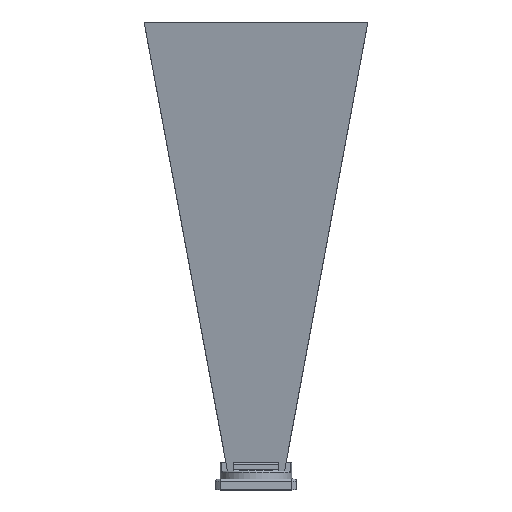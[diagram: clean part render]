
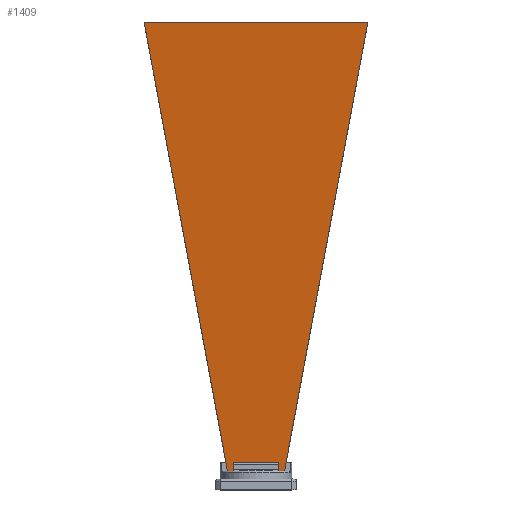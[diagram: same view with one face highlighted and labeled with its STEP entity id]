
A CAD part, top view. The second image highlights one B-rep face of the part: STEP entity #1409.
In plain terms, the highlighted planar face has unit normal (0, -0.15, 0.989).
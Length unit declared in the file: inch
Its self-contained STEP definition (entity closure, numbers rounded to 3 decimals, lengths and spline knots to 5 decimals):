
#32 = VECTOR ( 'NONE', #782, 39.37008 ) ;
#57 = LINE ( 'NONE', #2577, #117 ) ;
#117 = VECTOR ( 'NONE', #494, 39.37008 ) ;
#151 = CARTESIAN_POINT ( 'NONE',  ( -0.5267, 0.435, 0.31121 ) ) ;
#212 = ORIENTED_EDGE ( 'NONE', *, *, #1345, .T. ) ;
#269 = DIRECTION ( 'NONE',  ( 0., 0.15, -0.989 ) ) ;
#289 = VERTEX_POINT ( 'NONE', #532 ) ;
#339 = VECTOR ( 'NONE', #1815, 39.37008 ) ;
#368 = VERTEX_POINT ( 'NONE', #2438 ) ;
#410 = VECTOR ( 'NONE', #1212, 39.37008 ) ;
#494 = DIRECTION ( 'NONE',  ( 0., -0.989, -0.15 ) ) ;
#532 = CARTESIAN_POINT ( 'NONE',  ( 0.65621, 0.435, 0.31121 ) ) ;
#550 = DIRECTION ( 'NONE',  ( 1., 0., 0. ) ) ;
#556 = CARTESIAN_POINT ( 'NONE',  ( 0.5267, 0.435, 0.31121 ) ) ;
#574 = ORIENTED_EDGE ( 'NONE', *, *, #858, .T. ) ;
#673 = CARTESIAN_POINT ( 'NONE',  ( 0.5267, 0.625, 0.34007 ) ) ;
#677 = LINE ( 'NONE', #1454, #1725 ) ;
#714 = VERTEX_POINT ( 'NONE', #673 ) ;
#724 = CARTESIAN_POINT ( 'NONE',  ( -0.5267, 0.37101, 0.30149 ) ) ;
#782 = DIRECTION ( 'NONE',  ( -0.181, -0.972, -0.148 ) ) ;
#833 = VERTEX_POINT ( 'NONE', #1959 ) ;
#847 = VERTEX_POINT ( 'NONE', #1381 ) ;
#858 = EDGE_CURVE ( 'NONE', #847, #2564, #1618, .T. ) ;
#862 = VERTEX_POINT ( 'NONE', #556 ) ;
#886 = ORIENTED_EDGE ( 'NONE', *, *, #1922, .T. ) ;
#921 = EDGE_CURVE ( 'NONE', #2564, #2448, #677, .T. ) ;
#946 = DIRECTION ( 'NONE',  ( 0., 0.989, 0.15 ) ) ;
#1002 = CARTESIAN_POINT ( 'NONE',  ( 1.03264, 2.46025, 0.61886 ) ) ;
#1036 = ORIENTED_EDGE ( 'NONE', *, *, #1321, .T. ) ;
#1049 = LINE ( 'NONE', #2650, #339 ) ;
#1065 = EDGE_CURVE ( 'NONE', #714, #368, #1238, .T. ) ;
#1134 = ORIENTED_EDGE ( 'NONE', *, *, #2224, .F. ) ;
#1179 = LINE ( 'NONE', #1480, #1907 ) ;
#1184 = CARTESIAN_POINT ( 'NONE',  ( 12.18034, 10.7703, 1.88124 ) ) ;
#1212 = DIRECTION ( 'NONE',  ( 0.181, -0.972, -0.148 ) ) ;
#1238 = LINE ( 'NONE', #1677, #1918 ) ;
#1321 = EDGE_CURVE ( 'NONE', #2448, #1338, #1049, .T. ) ;
#1338 = VERTEX_POINT ( 'NONE', #151 ) ;
#1345 = EDGE_CURVE ( 'NONE', #862, #2372, #1944, .T. ) ;
#1381 = CARTESIAN_POINT ( 'NONE',  ( -2.5772, 10.7703, 1.88124 ) ) ;
#1409 = ADVANCED_FACE ( 'NONE', ( #1837 ), #2565, .F. ) ;
#1454 = CARTESIAN_POINT ( 'NONE',  ( -0.44373, 0.435, 0.31121 ) ) ;
#1471 = DIRECTION ( 'NONE',  ( 1., 0., 0. ) ) ;
#1479 = EDGE_CURVE ( 'NONE', #714, #862, #57, .T. ) ;
#1480 = CARTESIAN_POINT ( 'NONE',  ( 0.44373, 0.435, 0.31121 ) ) ;
#1535 = CARTESIAN_POINT ( 'NONE',  ( 12.18034, 0.435, 0.31121 ) ) ;
#1538 = ORIENTED_EDGE ( 'NONE', *, *, #1065, .F. ) ;
#1557 = EDGE_CURVE ( 'NONE', #1338, #368, #1834, .T. ) ;
#1558 = AXIS2_PLACEMENT_3D ( 'NONE', #1535, #269, #2534 ) ;
#1572 = LINE ( 'NONE', #1184, #2528 ) ;
#1590 = ORIENTED_EDGE ( 'NONE', *, *, #1557, .T. ) ;
#1618 = LINE ( 'NONE', #2424, #410 ) ;
#1631 = CARTESIAN_POINT ( 'NONE',  ( 0.73699, 0.435, 0.31121 ) ) ;
#1671 = DIRECTION ( 'NONE',  ( -1., 0., 0. ) ) ;
#1677 = CARTESIAN_POINT ( 'NONE',  ( 1.3861, 0.625, 0.34007 ) ) ;
#1692 = VECTOR ( 'NONE', #946, 39.37008 ) ;
#1725 = VECTOR ( 'NONE', #1671, 39.37008 ) ;
#1767 = ORIENTED_EDGE ( 'NONE', *, *, #1479, .T. ) ;
#1815 = DIRECTION ( 'NONE',  ( 1., 0., 0. ) ) ;
#1834 = LINE ( 'NONE', #724, #1692 ) ;
#1837 = FACE_OUTER_BOUND ( 'NONE', #2509, .T. ) ;
#1907 = VECTOR ( 'NONE', #1471, 39.37008 ) ;
#1918 = VECTOR ( 'NONE', #2485, 39.37008 ) ;
#1922 = EDGE_CURVE ( 'NONE', #833, #847, #1572, .T. ) ;
#1944 = LINE ( 'NONE', #2434, #2603 ) ;
#1959 = CARTESIAN_POINT ( 'NONE',  ( 2.5772, 10.7703, 1.88124 ) ) ;
#1999 = EDGE_CURVE ( 'NONE', #833, #289, #2039, .T. ) ;
#2029 = CARTESIAN_POINT ( 'NONE',  ( -0.73699, 0.435, 0.31121 ) ) ;
#2039 = LINE ( 'NONE', #1002, #32 ) ;
#2084 = ORIENTED_EDGE ( 'NONE', *, *, #921, .T. ) ;
#2224 = EDGE_CURVE ( 'NONE', #289, #2372, #1179, .T. ) ;
#2352 = CARTESIAN_POINT ( 'NONE',  ( -0.65621, 0.435, 0.31121 ) ) ;
#2372 = VERTEX_POINT ( 'NONE', #1631 ) ;
#2424 = CARTESIAN_POINT ( 'NONE',  ( -1.03264, 2.46025, 0.61886 ) ) ;
#2434 = CARTESIAN_POINT ( 'NONE',  ( 0.5267, 0.435, 0.31121 ) ) ;
#2438 = CARTESIAN_POINT ( 'NONE',  ( -0.5267, 0.625, 0.34007 ) ) ;
#2448 = VERTEX_POINT ( 'NONE', #2029 ) ;
#2485 = DIRECTION ( 'NONE',  ( -1., 0., 0. ) ) ;
#2509 = EDGE_LOOP ( 'NONE', ( #212, #1134, #2546, #886, #574, #2084, #1036, #1590, #1538, #1767 ) ) ;
#2528 = VECTOR ( 'NONE', #2586, 39.37008 ) ;
#2534 = DIRECTION ( 'NONE',  ( 0., 0.989, 0.15 ) ) ;
#2546 = ORIENTED_EDGE ( 'NONE', *, *, #1999, .F. ) ;
#2564 = VERTEX_POINT ( 'NONE', #2352 ) ;
#2565 = PLANE ( 'NONE',  #1558 ) ;
#2577 = CARTESIAN_POINT ( 'NONE',  ( 0.5267, 0.37101, 0.30149 ) ) ;
#2586 = DIRECTION ( 'NONE',  ( -1., 0., 0. ) ) ;
#2603 = VECTOR ( 'NONE', #550, 39.37008 ) ;
#2650 = CARTESIAN_POINT ( 'NONE',  ( -0.9267, 0.435, 0.31121 ) ) ;
